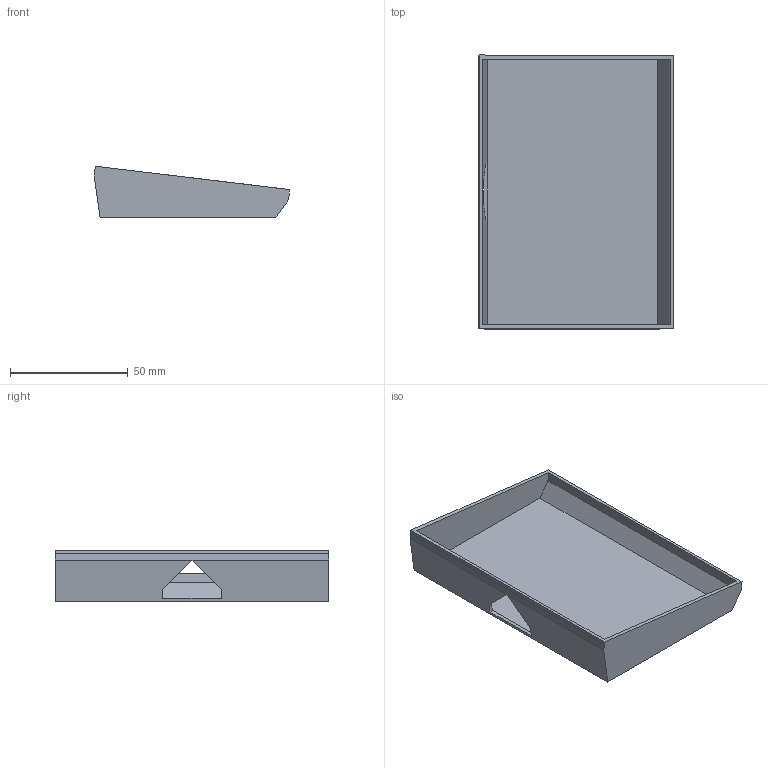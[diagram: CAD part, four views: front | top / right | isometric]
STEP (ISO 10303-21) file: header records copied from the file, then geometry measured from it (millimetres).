
FILE_DESCRIPTION(/* description */ (''),/* implementation_level */ '2;1');
FILE_NAME(/* name */ 'Stream Deck MK2 Magic Clamp Mount v1.step',/* time_stamp */ '2024-05-13T03:45:36-07:00',/* author */ (''),/* organization */ (''),/* preprocessor_version */ 'ST-DEVELOPER v20',/* originating_system */ 'Autodesk Translation Framework v12.20.1.177',/* authorisation */ '');
FILE_SCHEMA (('AUTOMOTIVE_DESIGN { 1 0 10303 214 3 1 1 }'));
Length unit declared in the file: millimetre
Products named in the file (1): Stream Deck MK2 Magic Clamp Mount
Bounding box: 83.19 x 116.5 x 21.9 mm (x, y, z)
Volume: 22668.6 mm3; surface area: 30113.3 mm2
Topology: 1 solids, 1 shells, 23 faces, 62 edges, 40 vertices
Faces by surface type: plane 23
Entity records: 730 total; most frequent: CARTESIAN_POINT 126, ORIENTED_EDGE 124, DIRECTION 110, LINE 62, VECTOR 62, EDGE_CURVE 62, VERTEX_POINT 40, EDGE_LOOP 24
